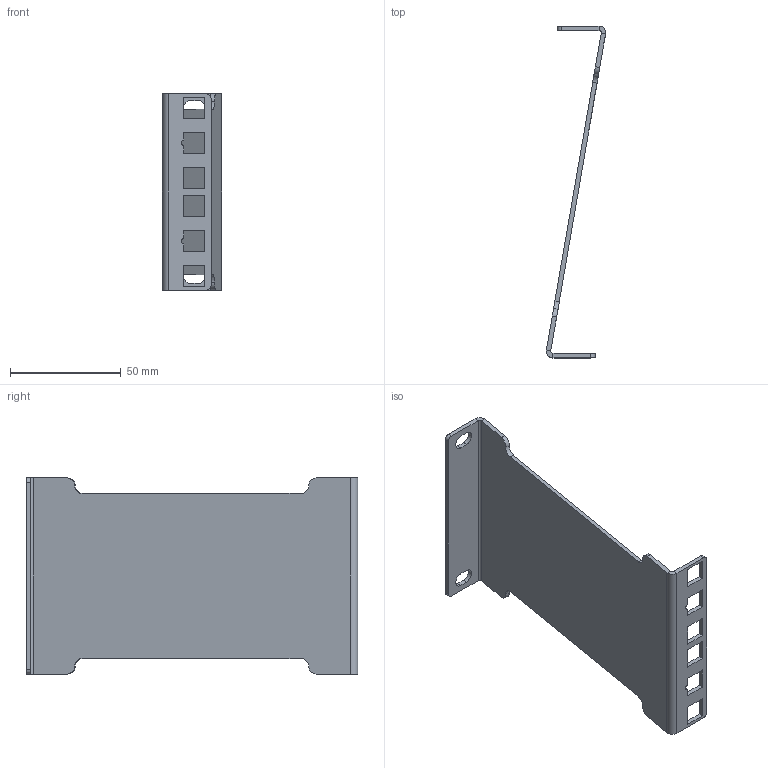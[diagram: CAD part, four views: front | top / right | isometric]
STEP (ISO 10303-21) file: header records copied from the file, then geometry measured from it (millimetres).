
FILE_DESCRIPTION (( 'STEP AP214' ), '1' );
FILE_NAME ('SM2U6INRDA_3D.step', '2025-01-02T18:52:57', ( '' ), ( '' ), 'SwSTEP 2.0', 'SolidWorks 2022', '' );
FILE_SCHEMA (( 'AUTOMOTIVE_DESIGN' ));
Length unit declared in the file: millimetre
Products named in the file (1): SM2U6INRDA_3D
Bounding box: 26.81 x 150 x 88.65 mm (x, y, z)
Volume: 29427.7 mm3; surface area: 31140.4 mm2
Topology: 1 solids, 1 shells, 74 faces, 200 edges, 128 vertices
Faces by surface type: plane 52, cylinder 22
Entity records: 2366 total; most frequent: CARTESIAN_POINT 403, ORIENTED_EDGE 400, DIRECTION 394, EDGE_CURVE 200, LINE 156, VECTOR 156, VERTEX_POINT 128, AXIS2_PLACEMENT_3D 119
